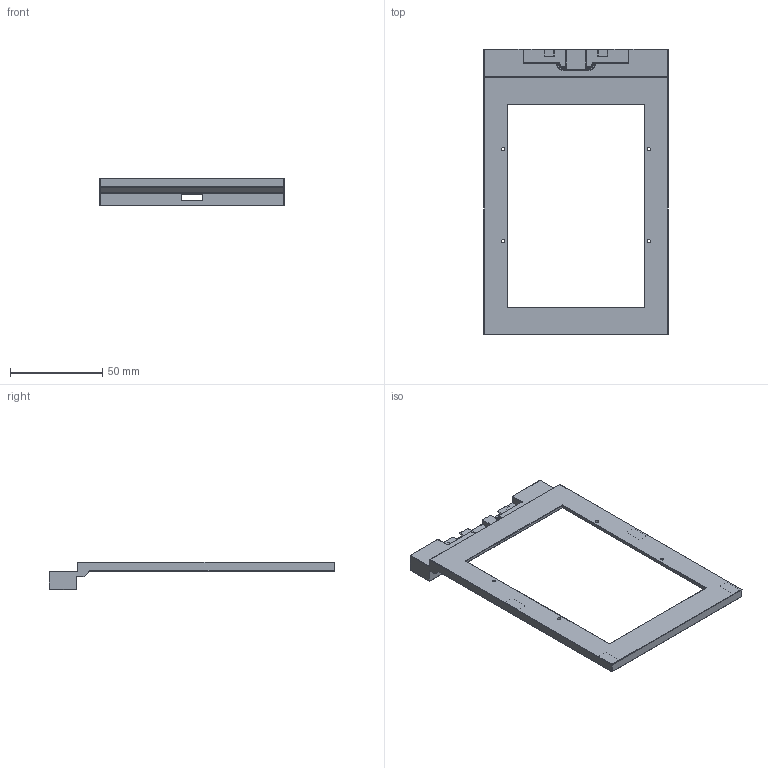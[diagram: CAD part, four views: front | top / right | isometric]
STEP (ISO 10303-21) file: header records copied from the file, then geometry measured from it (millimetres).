
FILE_DESCRIPTION(/* description */ ('STEP AP242','CAx-IF Rec.Pracs.---Representation and Presentation of Product Manufacturing Information (PMI)---4.0---2014-10-13','CAx-IF Rec.Pracs.---3D Tessellated Geometry---0.4---2014-09-14','2;1'),/* implementation_level */ '2;1');
FILE_NAME(/* name */ '68e833c67e0240ee4c43e412',/* time_stamp */ '2025-10-09T22:14:31Z',/* author */ (''),/* organization */ (''),/* preprocessor_version */ 'ST-DEVELOPER v20',/* originating_system */ 'ONSHAPE BY PTC INC, 1.204',/* authorisation */ ' ');
FILE_SCHEMA (('AP242_MANAGED_MODEL_BASED_3D_ENGINEERING_MIM_LF { 1 0 10303 442 1 1 4 }'));
Length unit declared in the file: metre
Products named in the file (1): holder top
Bounding box: 100 x 155 x 14.8 mm (x, y, z)
Volume: 32912.3 mm3; surface area: 22247.3 mm2
Topology: 1 solids, 7 shells, 305 faces, 706 edges, 379 vertices
Faces by surface type: cylinder 141, plane 83, torus 37, sphere 35, bspline 9
Full cylindrical faces by diameter (mm): 1.7 x4, 6.25 x2
Entity records: 8288 total; most frequent: DIRECTION 1547, CARTESIAN_POINT 1495, ORIENTED_EDGE 1322, EDGE_CURVE 661, AXIS2_PLACEMENT_3D 603, VERTEX_POINT 375, LINE 341, VECTOR 341
